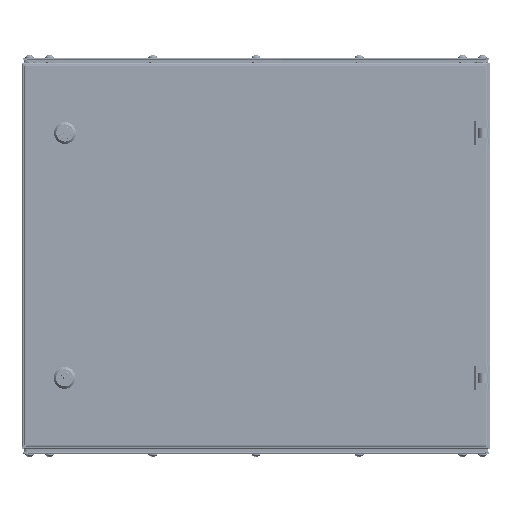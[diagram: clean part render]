
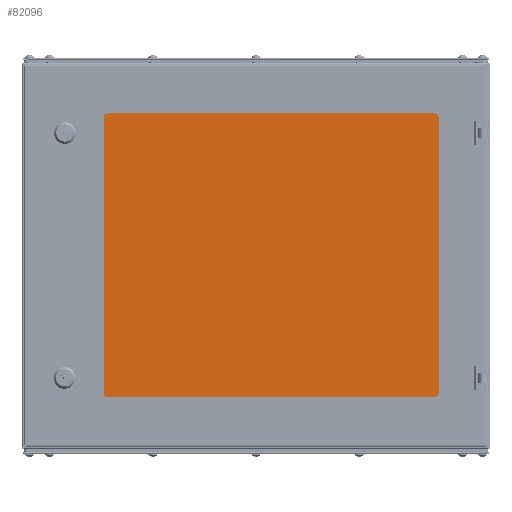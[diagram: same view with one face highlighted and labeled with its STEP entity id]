
A CAD part, top view. The second image highlights one B-rep face of the part: STEP entity #82096.
In plain terms, the highlighted planar face has unit normal (0, 0, 1).
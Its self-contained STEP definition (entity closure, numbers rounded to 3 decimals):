
#104 = EDGE_CURVE ( 'NONE', #29589, #35859, #50681, .T. ) ;
#2516 = VERTEX_POINT ( 'NONE', #5323 ) ;
#4712 = LINE ( 'NONE', #89965, #25218 ) ;
#5323 = CARTESIAN_POINT ( 'NONE',  ( -227.75, 185.5, 4. ) ) ;
#5983 = ORIENTED_EDGE ( 'NONE', *, *, #104, .T. ) ;
#6137 = CARTESIAN_POINT ( 'NONE',  ( -217.75, 195.5, 4. ) ) ;
#11766 = CIRCLE ( 'NONE', #20463, 10. ) ;
#13492 = VERTEX_POINT ( 'NONE', #78065 ) ;
#15053 = CARTESIAN_POINT ( 'NONE',  ( -227.75, -195.5, 4. ) ) ;
#18871 = ORIENTED_EDGE ( 'NONE', *, *, #83694, .T. ) ;
#19188 = DIRECTION ( 'NONE',  ( -1., 0., 0. ) ) ;
#20463 = AXIS2_PLACEMENT_3D ( 'NONE', #86130, #37382, #77962 ) ;
#21821 = LINE ( 'NONE', #77501, #49492 ) ;
#25218 = VECTOR ( 'NONE', #39852, 1000. ) ;
#29589 = VERTEX_POINT ( 'NONE', #44092 ) ;
#29655 = DIRECTION ( 'NONE',  ( 1., 0., 0. ) ) ;
#30743 = EDGE_CURVE ( 'NONE', #68757, #29589, #63856, .T. ) ;
#32932 = EDGE_CURVE ( 'NONE', #35859, #2516, #11766, .T. ) ;
#33187 = DIRECTION ( 'NONE',  ( -1., 0., 0. ) ) ;
#35213 = CARTESIAN_POINT ( 'NONE',  ( 217.75, -195.5, 4. ) ) ;
#35859 = VERTEX_POINT ( 'NONE', #6137 ) ;
#37301 = VERTEX_POINT ( 'NONE', #89834 ) ;
#37324 = EDGE_CURVE ( 'NONE', #2516, #44906, #21821, .T. ) ;
#37382 = DIRECTION ( 'NONE',  ( 0., 0., 1. ) ) ;
#37392 = ORIENTED_EDGE ( 'NONE', *, *, #82132, .T. ) ;
#38166 = CARTESIAN_POINT ( 'NONE',  ( 217.75, 185.5, 4. ) ) ;
#38595 = VECTOR ( 'NONE', #64829, 1000. ) ;
#38780 = CARTESIAN_POINT ( 'NONE',  ( 217.75, -185.5, 4. ) ) ;
#39852 = DIRECTION ( 'NONE',  ( 0., 1., 0. ) ) ;
#40541 = AXIS2_PLACEMENT_3D ( 'NONE', #68743, #60576, #33187 ) ;
#40566 = AXIS2_PLACEMENT_3D ( 'NONE', #38166, #45460, #65971 ) ;
#41127 = FACE_OUTER_BOUND ( 'NONE', #54178, .T. ) ;
#43363 = EDGE_CURVE ( 'NONE', #37301, #68757, #4712, .T. ) ;
#43678 = ORIENTED_EDGE ( 'NONE', *, *, #30743, .T. ) ;
#43832 = CARTESIAN_POINT ( 'NONE',  ( -227.75, 195.5, 4. ) ) ;
#44092 = CARTESIAN_POINT ( 'NONE',  ( 217.75, 195.5, 4. ) ) ;
#44906 = VERTEX_POINT ( 'NONE', #73023 ) ;
#45460 = DIRECTION ( 'NONE',  ( 0., 0., 1. ) ) ;
#48864 = PLANE ( 'NONE',  #78178 ) ;
#49492 = VECTOR ( 'NONE', #62058, 1000. ) ;
#50681 = LINE ( 'NONE', #43832, #38595 ) ;
#52105 = ORIENTED_EDGE ( 'NONE', *, *, #43363, .T. ) ;
#54178 = EDGE_LOOP ( 'NONE', ( #37392, #63925, #52105, #43678, #5983, #86748, #80357, #18871 ) ) ;
#56175 = LINE ( 'NONE', #15053, #62207 ) ;
#60576 = DIRECTION ( 'NONE',  ( 0., 0., 1. ) ) ;
#61192 = DIRECTION ( 'NONE',  ( 0., 0., -1. ) ) ;
#62058 = DIRECTION ( 'NONE',  ( 0., -1., 0. ) ) ;
#62207 = VECTOR ( 'NONE', #29655, 1000. ) ;
#63856 = CIRCLE ( 'NONE', #40566, 10. ) ;
#63925 = ORIENTED_EDGE ( 'NONE', *, *, #82265, .T. ) ;
#64829 = DIRECTION ( 'NONE',  ( -1., 0., 0. ) ) ;
#65971 = DIRECTION ( 'NONE',  ( -1., 0., 0. ) ) ;
#66350 = CARTESIAN_POINT ( 'NONE',  ( 0., 0., 4. ) ) ;
#66667 = CIRCLE ( 'NONE', #40541, 10. ) ;
#68743 = CARTESIAN_POINT ( 'NONE',  ( -217.75, -185.5, 4. ) ) ;
#68757 = VERTEX_POINT ( 'NONE', #86413 ) ;
#72381 = AXIS2_PLACEMENT_3D ( 'NONE', #38780, #80219, #86175 ) ;
#73023 = CARTESIAN_POINT ( 'NONE',  ( -227.75, -185.5, 4. ) ) ;
#73831 = CIRCLE ( 'NONE', #72381, 10. ) ;
#77501 = CARTESIAN_POINT ( 'NONE',  ( -227.75, -195.5, 4. ) ) ;
#77962 = DIRECTION ( 'NONE',  ( -1., 0., 0. ) ) ;
#78065 = CARTESIAN_POINT ( 'NONE',  ( -217.75, -195.5, 4. ) ) ;
#78178 = AXIS2_PLACEMENT_3D ( 'NONE', #66350, #61192, #19188 ) ;
#80219 = DIRECTION ( 'NONE',  ( 0., 0., 1. ) ) ;
#80357 = ORIENTED_EDGE ( 'NONE', *, *, #37324, .T. ) ;
#82096 = ADVANCED_FACE ( 'NONE', ( #41127 ), #48864, .F. ) ;
#82132 = EDGE_CURVE ( 'NONE', #13492, #84427, #56175, .T. ) ;
#82265 = EDGE_CURVE ( 'NONE', #84427, #37301, #73831, .T. ) ;
#83694 = EDGE_CURVE ( 'NONE', #44906, #13492, #66667, .T. ) ;
#84427 = VERTEX_POINT ( 'NONE', #35213 ) ;
#86130 = CARTESIAN_POINT ( 'NONE',  ( -217.75, 185.5, 4. ) ) ;
#86175 = DIRECTION ( 'NONE',  ( -1., 0., 0. ) ) ;
#86413 = CARTESIAN_POINT ( 'NONE',  ( 227.75, 185.5, 4. ) ) ;
#86748 = ORIENTED_EDGE ( 'NONE', *, *, #32932, .T. ) ;
#89834 = CARTESIAN_POINT ( 'NONE',  ( 227.75, -185.5, 4. ) ) ;
#89965 = CARTESIAN_POINT ( 'NONE',  ( 227.75, -195.5, 4. ) ) ;
